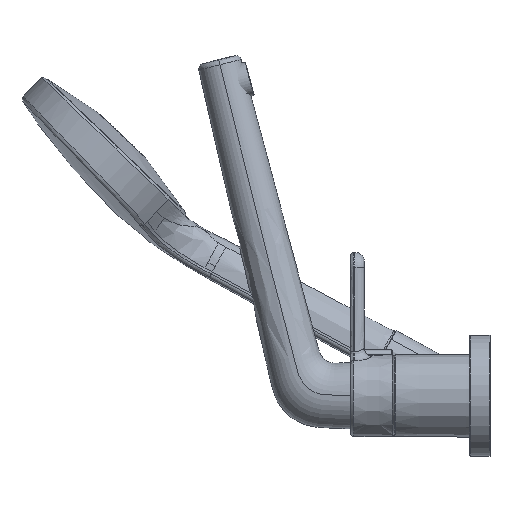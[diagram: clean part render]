
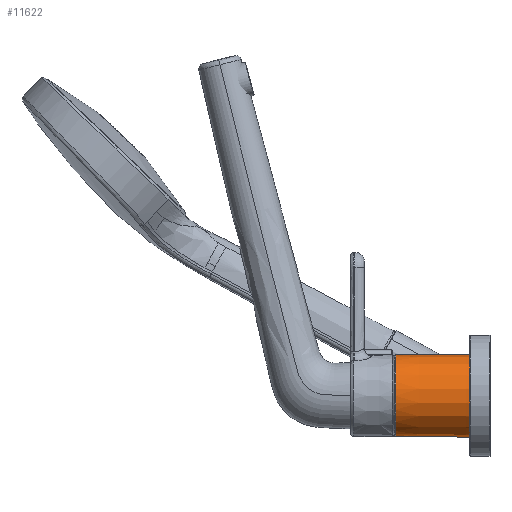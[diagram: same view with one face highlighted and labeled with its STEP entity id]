
A CAD part, left-side view. The second image highlights one B-rep face of the part: STEP entity #11622.
In plain terms, the highlighted conical face has half-angle 0.25 degrees and reference radius 24.675 mm.
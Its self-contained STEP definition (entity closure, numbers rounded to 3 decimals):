
#111 = VECTOR ( 'NONE', #9510, 1000. ) ;
#516 = VERTEX_POINT ( 'NONE', #8293 ) ;
#734 = CONICAL_SURFACE ( 'NONE', #9078, 24.675, 0.004 ) ;
#957 = CARTESIAN_POINT ( 'NONE',  ( -360., -4.934, -24.629 ) ) ;
#1175 = DIRECTION ( 'NONE',  ( 0., 0., 1. ) ) ;
#2729 = CIRCLE ( 'NONE', #16169, 24.387 ) ;
#3357 = DIRECTION ( 'NONE',  ( 0., -1., 0. ) ) ;
#3483 = LINE ( 'NONE', #14555, #111 ) ;
#4909 = FACE_OUTER_BOUND ( 'NONE', #7248, .T. ) ;
#5405 = ORIENTED_EDGE ( 'NONE', *, *, #10990, .T. ) ;
#5909 = DIRECTION ( 'NONE',  ( 0., 1., 0. ) ) ;
#5959 = DIRECTION ( 'NONE',  ( 0., 0., -1. ) ) ;
#6475 = VERTEX_POINT ( 'NONE', #11368 ) ;
#7008 = EDGE_CURVE ( 'NONE', #7784, #516, #11884, .T. ) ;
#7240 = VECTOR ( 'NONE', #13236, 1000. ) ;
#7248 = EDGE_LOOP ( 'NONE', ( #7586, #5405, #14458, #13748 ) ) ;
#7586 = ORIENTED_EDGE ( 'NONE', *, *, #15852, .F. ) ;
#7784 = VERTEX_POINT ( 'NONE', #957 ) ;
#8293 = CARTESIAN_POINT ( 'NONE',  ( -360., -4.934, 24.629 ) ) ;
#8495 = CARTESIAN_POINT ( 'NONE',  ( -360., 50.581, -24.387 ) ) ;
#8750 = DIRECTION ( 'NONE',  ( 0., -1., 0. ) ) ;
#9078 = AXIS2_PLACEMENT_3D ( 'NONE', #13481, #3357, #5959 ) ;
#9510 = DIRECTION ( 'NONE',  ( 0., -1., -0.004 ) ) ;
#10609 = LINE ( 'NONE', #11953, #7240 ) ;
#10990 = EDGE_CURVE ( 'NONE', #6475, #11652, #2729, .T. ) ;
#11277 = AXIS2_PLACEMENT_3D ( 'NONE', #13486, #5909, #14748 ) ;
#11368 = CARTESIAN_POINT ( 'NONE',  ( -360., 50.581, 24.387 ) ) ;
#11622 = ADVANCED_FACE ( 'NONE', ( #4909 ), #734, .T. ) ;
#11652 = VERTEX_POINT ( 'NONE', #8495 ) ;
#11884 = CIRCLE ( 'NONE', #11277, 24.629 ) ;
#11953 = CARTESIAN_POINT ( 'NONE',  ( -360., -15.5, 24.675 ) ) ;
#13236 = DIRECTION ( 'NONE',  ( 0., -1., 0.004 ) ) ;
#13481 = CARTESIAN_POINT ( 'NONE',  ( -360., -15.5, 0. ) ) ;
#13486 = CARTESIAN_POINT ( 'NONE',  ( -360., -4.934, 0. ) ) ;
#13748 = ORIENTED_EDGE ( 'NONE', *, *, #7008, .T. ) ;
#14458 = ORIENTED_EDGE ( 'NONE', *, *, #16072, .T. ) ;
#14555 = CARTESIAN_POINT ( 'NONE',  ( -360., -15.5, -24.675 ) ) ;
#14748 = DIRECTION ( 'NONE',  ( 0., 0., 1. ) ) ;
#15852 = EDGE_CURVE ( 'NONE', #6475, #516, #10609, .T. ) ;
#16072 = EDGE_CURVE ( 'NONE', #11652, #7784, #3483, .T. ) ;
#16169 = AXIS2_PLACEMENT_3D ( 'NONE', #16321, #8750, #1175 ) ;
#16321 = CARTESIAN_POINT ( 'NONE',  ( -360., 50.581, 0. ) ) ;
